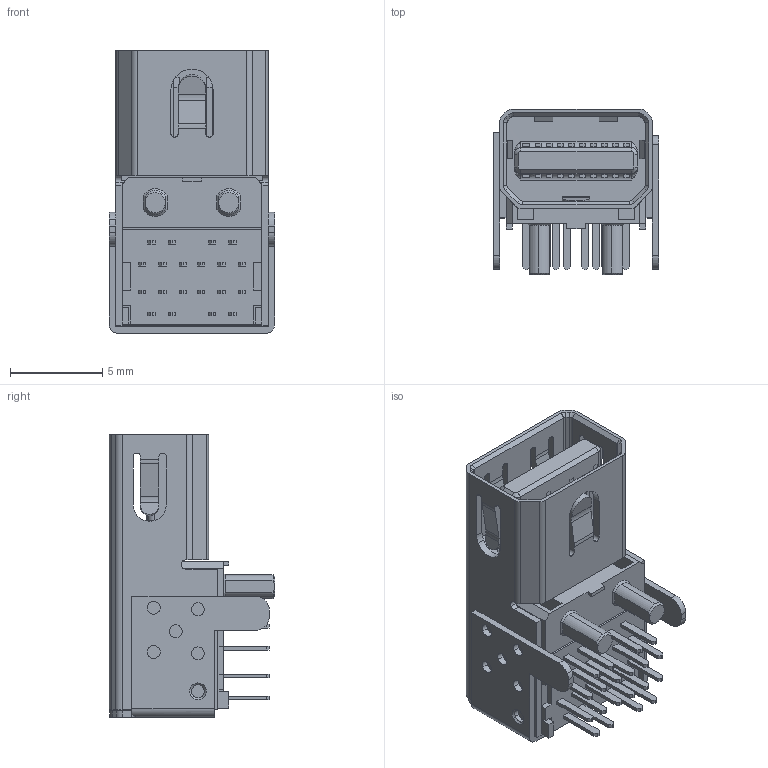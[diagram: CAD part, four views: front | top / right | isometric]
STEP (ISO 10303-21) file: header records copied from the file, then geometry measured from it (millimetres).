
FILE_DESCRIPTION (( 'STEP AP214' ), '1' );
FILE_NAME ('User Library-Mini Displayport Molex-sd-105081-001.STEP', '2015-02-08T21:07:11', ( 'Windows User' ), ( '' ), 'SwSTEP 2.0', 'SolidWorks 2015', '' );
FILE_SCHEMA (( 'AUTOMOTIVE_DESIGN' ));
Length unit declared in the file: millimetre
Products named in the file (2): User Library-Mini Displayport Molex-sd-105081-001; User Library-Mini Displayport Molex-sd-105081-001_Mini Displayport Molex-sd-105081-001
Assembly tree (1 placements, depth 2):
  User Library-Mini Displayport Molex-sd-105081-001
    User Library-Mini Displayport Molex-sd-105081-001_Mini Displayport Molex-sd-105081-001
Bounding box: 9 x 9 x 15.35 mm (x, y, z)
Volume: 594.9 mm3; surface area: 1025.2 mm2
Topology: 1 solids, 1 shells, 649 faces, 1739 edges, 1127 vertices
Faces by surface type: plane 483, cylinder 132, cone 30, bspline 4
Entity records: 27420 total; most frequent: CARTESIAN_POINT 3731, ORIENTED_EDGE 3478, DIRECTION 3377, EDGE_CURVE 1739, VECTOR 1319, LINE 1319, VERTEX_POINT 1127, AXIS2_PLACEMENT_3D 1029
